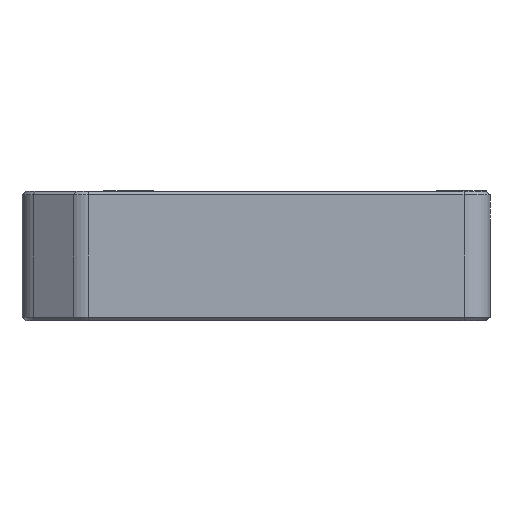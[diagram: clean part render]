
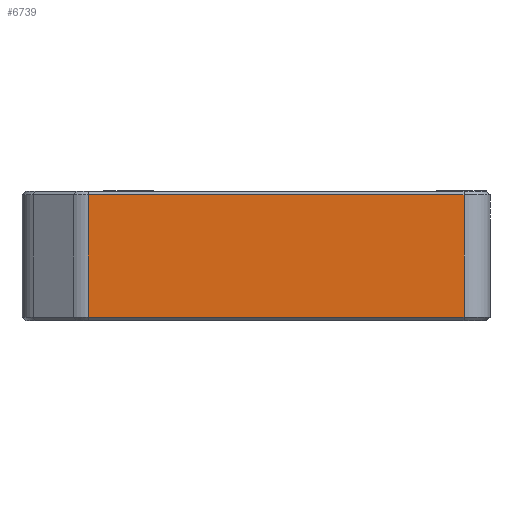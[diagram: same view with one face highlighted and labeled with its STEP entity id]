
A CAD part, left-side view. The second image highlights one B-rep face of the part: STEP entity #6739.
In plain terms, the highlighted planar face has unit normal (-1, 0, 0).
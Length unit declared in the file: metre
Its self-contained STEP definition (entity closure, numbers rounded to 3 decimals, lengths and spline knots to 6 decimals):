
#1169=ORIENTED_EDGE('',*,*,#3194,.T.);
#1170=ORIENTED_EDGE('',*,*,#3195,.T.);
#1171=ORIENTED_EDGE('',*,*,#3196,.T.);
#1172=ORIENTED_EDGE('',*,*,#3197,.T.);
#3194=EDGE_CURVE('',#4185,#4186,#4712,.F.);
#3195=EDGE_CURVE('',#4186,#4187,#4713,.T.);
#3196=EDGE_CURVE('',#4187,#4188,#4714,.T.);
#3197=EDGE_CURVE('',#4188,#4185,#4715,.T.);
#4185=VERTEX_POINT('',#10679);
#4186=VERTEX_POINT('',#10680);
#4187=VERTEX_POINT('',#10682);
#4188=VERTEX_POINT('',#10684);
#4712=LINE('',#10678,#5250);
#4713=LINE('',#10681,#5251);
#4714=LINE('',#10683,#5252);
#4715=LINE('',#10685,#5253);
#5250=VECTOR('',#8340,1.);
#5251=VECTOR('',#8341,1.);
#5252=VECTOR('',#8342,1.);
#5253=VECTOR('',#8343,1.);
#5645=EDGE_LOOP('',(#1169,#1170,#1171,#1172));
#6109=FACE_BOUND('',#5645,.T.);
#6551=PLANE('',#7277);
#6739=ADVANCED_FACE('',(#6109),#6551,.F.);
#7277=AXIS2_PLACEMENT_3D('',#10677,#8338,#8339);
#8338=DIRECTION('',(1.,0.,0.));
#8339=DIRECTION('',(0.,1.,0.));
#8340=DIRECTION('',(0.,0.,-1.));
#8341=DIRECTION('',(0.,1.,0.));
#8342=DIRECTION('',(0.,0.,-1.));
#8343=DIRECTION('',(0.,-1.,0.));
#10677=CARTESIAN_POINT('',(-0.06,-0.090125,0.006));
#10678=CARTESIAN_POINT('',(-0.06,-0.0155,0.006));
#10679=CARTESIAN_POINT('',(-0.06,-0.0155,-0.0097));
#10680=CARTESIAN_POINT('',(-0.06,-0.0155,-0.0003));
#10681=CARTESIAN_POINT('',(-0.06,-0.090125,-0.0003));
#10682=CARTESIAN_POINT('',(-0.06,0.013387,-0.0003));
#10683=CARTESIAN_POINT('',(-0.06,0.013387,-0.01));
#10684=CARTESIAN_POINT('',(-0.06,0.013387,-0.0097));
#10685=CARTESIAN_POINT('',(-0.06,-0.090125,-0.0097));
